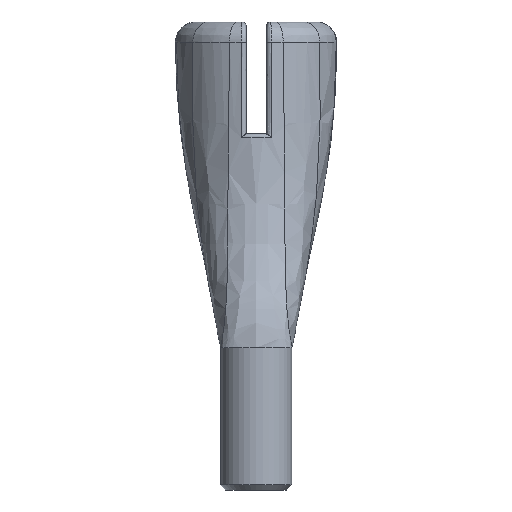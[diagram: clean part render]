
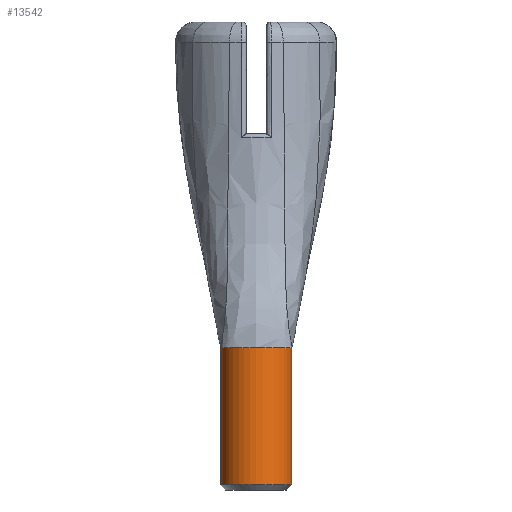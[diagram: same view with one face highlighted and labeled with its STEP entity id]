
A CAD part, front view. The second image highlights one B-rep face of the part: STEP entity #13542.
In plain terms, the highlighted cylindrical face has radius 3.5 mm (diameter 7 mm), a partial arc.
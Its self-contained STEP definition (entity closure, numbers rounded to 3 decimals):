
#1984 = ( BOUNDED_SURFACE() B_SPLINE_SURFACE(10,4,(
    (#1985,#1986,#1987,#1988,#1989)
    ,(#1990,#1991,#1992,#1993,#1994)
    ,(#1995,#1996,#1997,#1998,#1999)
    ,(#2000,#2001,#2002,#2003,#2004)
    ,(#2005,#2006,#2007,#2008,#2009)
    ,(#2010,#2011,#2012,#2013,#2014)
    ,(#2015,#2016,#2017,#2018,#2019)
    ,(#2020,#2021,#2022,#2023,#2024)
    ,(#2025,#2026,#2027,#2028,#2029)
    ,(#2030,#2031,#2032,#2033,#2034)
    ,(#2035,#2036,#2037,#2038,#2039
)),.UNSPECIFIED.,.F.,.F.,.F.) B_SPLINE_SURFACE_WITH_KNOTS((11,11),(5,5),
  (6.,7.),(0.,1.),.PIECEWISE_BEZIER_KNOTS.) 
GEOMETRIC_REPRESENTATION_ITEM() RATIONAL_B_SPLINE_SURFACE((
    (1.,1.,1.,1.,1.)
    ,(1.,1.,1.,1.,1.)
    ,(1.,1.,1.,1.,1.)
    ,(1.,1.,1.,1.,1.)
    ,(1.,1.,1.,1.,1.)
    ,(1.,1.,1.,1.,1.)
    ,(1.,1.,1.,1.,1.)
    ,(1.,1.,1.,1.,1.)
    ,(1.,1.,1.,1.,1.)
    ,(1.,1.,1.,1.,1.)
,(1.,1.,1.,1.,1.))) REPRESENTATION_ITEM('') SURFACE() );
#1985 = CARTESIAN_POINT('',(-3.5,-13.,12.));
#1986 = CARTESIAN_POINT('',(-2.235,-3.513,
    17.985));
#1987 = CARTESIAN_POINT('',(-3.244,-3.932,
    27.206));
#1988 = CARTESIAN_POINT('',(-2.529,-3.469,
    35.489));
#1989 = CARTESIAN_POINT('',(-2.643,-3.551,44.));
#1990 = CARTESIAN_POINT('',(-3.5,-14.1,12.));
#1991 = CARTESIAN_POINT('',(-1.383,-3.356,
    17.985));
#1992 = CARTESIAN_POINT('',(-2.822,-4.372,
    27.206));
#1993 = CARTESIAN_POINT('',(-2.009,-3.6,
    35.489));
#1994 = CARTESIAN_POINT('',(-2.134,-3.729,44.));
#1995 = CARTESIAN_POINT('',(-3.116,-15.199,12.));
#1996 = CARTESIAN_POINT('',(-0.735,-3.056,
    17.985));
#1997 = CARTESIAN_POINT('',(-2.278,-4.796,
    27.206));
#1998 = CARTESIAN_POINT('',(-1.494,-3.691,
    35.489));
#1999 = CARTESIAN_POINT('',(-1.613,-3.869,44.));
#2000 = CARTESIAN_POINT('',(-2.349,-16.148,12.));
#2001 = CARTESIAN_POINT('',(-0.316,-2.719,
    17.985));
#2002 = CARTESIAN_POINT('',(-1.609,-5.155,
    27.206));
#2003 = CARTESIAN_POINT('',(-0.988,-3.747,
    35.489));
#2004 = CARTESIAN_POINT('',(-1.081,-3.969,44.));
#2005 = CARTESIAN_POINT('',(-1.265,-16.795,12.));
#2006 = CARTESIAN_POINT('',(-0.098,-2.458,
    17.985));
#2007 = CARTESIAN_POINT('',(-0.835,-5.397,
    27.206));
#2008 = CARTESIAN_POINT('',(-0.491,-3.777,
    35.489));
#2009 = CARTESIAN_POINT('',(-0.542,-4.03,44.));
#2010 = CARTESIAN_POINT('',(0.,-17.026,12.));
#2011 = CARTESIAN_POINT('',(0.,-2.359,
    17.985));
#2012 = CARTESIAN_POINT('',(0.,-5.483,
    27.206));
#2013 = CARTESIAN_POINT('',(0.,-3.786,
    35.489));
#2014 = CARTESIAN_POINT('',(0.,-4.051,44.));
#2015 = CARTESIAN_POINT('',(1.265,-16.795,12.));
#2016 = CARTESIAN_POINT('',(0.098,-2.458,
    17.985));
#2017 = CARTESIAN_POINT('',(0.835,-5.397,
    27.206));
#2018 = CARTESIAN_POINT('',(0.491,-3.777,
    35.489));
#2019 = CARTESIAN_POINT('',(0.542,-4.03,44.));
#2020 = CARTESIAN_POINT('',(2.349,-16.148,12.));
#2021 = CARTESIAN_POINT('',(0.316,-2.719,
    17.985));
#2022 = CARTESIAN_POINT('',(1.609,-5.155,
    27.206));
#2023 = CARTESIAN_POINT('',(0.988,-3.747,
    35.489));
#2024 = CARTESIAN_POINT('',(1.081,-3.969,44.));
#2025 = CARTESIAN_POINT('',(3.116,-15.199,12.));
#2026 = CARTESIAN_POINT('',(0.735,-3.056,
    17.985));
#2027 = CARTESIAN_POINT('',(2.278,-4.796,
    27.206));
#2028 = CARTESIAN_POINT('',(1.494,-3.691,
    35.489));
#2029 = CARTESIAN_POINT('',(1.613,-3.869,44.));
#2030 = CARTESIAN_POINT('',(3.5,-14.1,12.));
#2031 = CARTESIAN_POINT('',(1.383,-3.356,
    17.985));
#2032 = CARTESIAN_POINT('',(2.822,-4.372,
    27.206));
#2033 = CARTESIAN_POINT('',(2.009,-3.6,
    35.489));
#2034 = CARTESIAN_POINT('',(2.134,-3.729,44.));
#2035 = CARTESIAN_POINT('',(3.5,-13.,12.));
#2036 = CARTESIAN_POINT('',(2.235,-3.513,
    17.985));
#2037 = CARTESIAN_POINT('',(3.244,-3.932,
    27.206));
#2038 = CARTESIAN_POINT('',(2.529,-3.469,
    35.489));
#2039 = CARTESIAN_POINT('',(2.643,-3.551,44.));
#5028 = VERTEX_POINT('',#5029);
#5029 = CARTESIAN_POINT('',(-3.5,-13.,12.));
#5108 = EDGE_CURVE('',#5028,#5109,#5111,.T.);
#5109 = VERTEX_POINT('',#5110);
#5110 = CARTESIAN_POINT('',(3.5,-13.,12.));
#5111 = SURFACE_CURVE('',#5112,(#5117,#5124),.PCURVE_S1.);
#5112 = CIRCLE('',#5113,3.5);
#5113 = AXIS2_PLACEMENT_3D('',#5114,#5115,#5116);
#5114 = CARTESIAN_POINT('',(0.,-13.,12.));
#5115 = DIRECTION('',(0.,0.,1.));
#5116 = DIRECTION('',(1.,0.,0.));
#5117 = PCURVE('',#1984,#5118);
#5118 = DEFINITIONAL_REPRESENTATION('',(#5119),#5123);
#5119 = B_SPLINE_CURVE_WITH_KNOTS('',2,(#5120,#5121,#5122),
  .UNSPECIFIED.,.F.,.F.,(3,3),(3.142,6.283),
  .PIECEWISE_BEZIER_KNOTS.);
#5120 = CARTESIAN_POINT('',(6.,0.));
#5121 = CARTESIAN_POINT('',(6.5,0.));
#5122 = CARTESIAN_POINT('',(7.,0.));
#5123 = ( GEOMETRIC_REPRESENTATION_CONTEXT(2) 
PARAMETRIC_REPRESENTATION_CONTEXT() REPRESENTATION_CONTEXT('2D SPACE',''
  ) );
#5124 = PCURVE('',#5125,#5130);
#5125 = CYLINDRICAL_SURFACE('',#5126,3.5);
#5126 = AXIS2_PLACEMENT_3D('',#5127,#5128,#5129);
#5127 = CARTESIAN_POINT('',(0.,-13.,-2.));
#5128 = DIRECTION('',(-0.,-0.,-1.));
#5129 = DIRECTION('',(1.,0.,0.));
#5130 = DEFINITIONAL_REPRESENTATION('',(#5131),#5135);
#5131 = LINE('',#5132,#5133);
#5132 = CARTESIAN_POINT('',(-0.,-14.));
#5133 = VECTOR('',#5134,1.);
#5134 = DIRECTION('',(-1.,0.));
#5135 = ( GEOMETRIC_REPRESENTATION_CONTEXT(2) 
PARAMETRIC_REPRESENTATION_CONTEXT() REPRESENTATION_CONTEXT('2D SPACE',''
  ) );
#6108 = PLANE('',#6109);
#6109 = AXIS2_PLACEMENT_3D('',#6110,#6111,#6112);
#6110 = CARTESIAN_POINT('',(3.5,7.,-2.));
#6111 = DIRECTION('',(1.,0.,0.));
#6112 = DIRECTION('',(0.,-1.,0.));
#13524 = PLANE('',#13525);
#13525 = AXIS2_PLACEMENT_3D('',#13526,#13527,#13528);
#13526 = CARTESIAN_POINT('',(-3.5,7.,-2.));
#13527 = DIRECTION('',(1.,0.,0.));
#13528 = DIRECTION('',(0.,-1.,0.));
#13542 = ADVANCED_FACE('',(#13543),#5125,.T.);
#13543 = FACE_BOUND('',#13544,.F.);
#13544 = EDGE_LOOP('',(#13545,#13568,#13569,#13592));
#13545 = ORIENTED_EDGE('',*,*,#13546,.T.);
#13546 = EDGE_CURVE('',#13547,#5028,#13549,.T.);
#13547 = VERTEX_POINT('',#13548);
#13548 = CARTESIAN_POINT('',(-3.5,-13.,-1.5));
#13549 = SURFACE_CURVE('',#13550,(#13554,#13561),.PCURVE_S1.);
#13550 = LINE('',#13551,#13552);
#13551 = CARTESIAN_POINT('',(-3.5,-13.,-2.));
#13552 = VECTOR('',#13553,1.);
#13553 = DIRECTION('',(0.,0.,1.));
#13554 = PCURVE('',#5125,#13555);
#13555 = DEFINITIONAL_REPRESENTATION('',(#13556),#13560);
#13556 = LINE('',#13557,#13558);
#13557 = CARTESIAN_POINT('',(-3.142,0.));
#13558 = VECTOR('',#13559,1.);
#13559 = DIRECTION('',(-0.,-1.));
#13560 = ( GEOMETRIC_REPRESENTATION_CONTEXT(2) 
PARAMETRIC_REPRESENTATION_CONTEXT() REPRESENTATION_CONTEXT('2D SPACE',''
  ) );
#13561 = PCURVE('',#13524,#13562);
#13562 = DEFINITIONAL_REPRESENTATION('',(#13563),#13567);
#13563 = LINE('',#13564,#13565);
#13564 = CARTESIAN_POINT('',(20.,0.));
#13565 = VECTOR('',#13566,1.);
#13566 = DIRECTION('',(0.,-1.));
#13567 = ( GEOMETRIC_REPRESENTATION_CONTEXT(2) 
PARAMETRIC_REPRESENTATION_CONTEXT() REPRESENTATION_CONTEXT('2D SPACE',''
  ) );
#13568 = ORIENTED_EDGE('',*,*,#5108,.T.);
#13569 = ORIENTED_EDGE('',*,*,#13570,.F.);
#13570 = EDGE_CURVE('',#13571,#5109,#13573,.T.);
#13571 = VERTEX_POINT('',#13572);
#13572 = CARTESIAN_POINT('',(3.5,-13.,-1.5));
#13573 = SURFACE_CURVE('',#13574,(#13578,#13585),.PCURVE_S1.);
#13574 = LINE('',#13575,#13576);
#13575 = CARTESIAN_POINT('',(3.5,-13.,-2.));
#13576 = VECTOR('',#13577,1.);
#13577 = DIRECTION('',(0.,0.,1.));
#13578 = PCURVE('',#5125,#13579);
#13579 = DEFINITIONAL_REPRESENTATION('',(#13580),#13584);
#13580 = LINE('',#13581,#13582);
#13581 = CARTESIAN_POINT('',(-6.283,0.));
#13582 = VECTOR('',#13583,1.);
#13583 = DIRECTION('',(-0.,-1.));
#13584 = ( GEOMETRIC_REPRESENTATION_CONTEXT(2) 
PARAMETRIC_REPRESENTATION_CONTEXT() REPRESENTATION_CONTEXT('2D SPACE',''
  ) );
#13585 = PCURVE('',#6108,#13586);
#13586 = DEFINITIONAL_REPRESENTATION('',(#13587),#13591);
#13587 = LINE('',#13588,#13589);
#13588 = CARTESIAN_POINT('',(20.,0.));
#13589 = VECTOR('',#13590,1.);
#13590 = DIRECTION('',(0.,-1.));
#13591 = ( GEOMETRIC_REPRESENTATION_CONTEXT(2) 
PARAMETRIC_REPRESENTATION_CONTEXT() REPRESENTATION_CONTEXT('2D SPACE',''
  ) );
#13592 = ORIENTED_EDGE('',*,*,#13593,.T.);
#13593 = EDGE_CURVE('',#13571,#13547,#13594,.T.);
#13594 = SURFACE_CURVE('',#13595,(#13600,#13607),.PCURVE_S1.);
#13595 = CIRCLE('',#13596,3.5);
#13596 = AXIS2_PLACEMENT_3D('',#13597,#13598,#13599);
#13597 = CARTESIAN_POINT('',(0.,-13.,-1.5));
#13598 = DIRECTION('',(0.,0.,-1.));
#13599 = DIRECTION('',(1.,0.,0.));
#13600 = PCURVE('',#5125,#13601);
#13601 = DEFINITIONAL_REPRESENTATION('',(#13602),#13606);
#13602 = LINE('',#13603,#13604);
#13603 = CARTESIAN_POINT('',(-6.283,-0.5));
#13604 = VECTOR('',#13605,1.);
#13605 = DIRECTION('',(1.,-0.));
#13606 = ( GEOMETRIC_REPRESENTATION_CONTEXT(2) 
PARAMETRIC_REPRESENTATION_CONTEXT() REPRESENTATION_CONTEXT('2D SPACE',''
  ) );
#13607 = PCURVE('',#13608,#13613);
#13608 = CONICAL_SURFACE('',#13609,3.5,0.785);
#13609 = AXIS2_PLACEMENT_3D('',#13610,#13611,#13612);
#13610 = CARTESIAN_POINT('',(0.,-13.,-1.5));
#13611 = DIRECTION('',(0.,0.,1.));
#13612 = DIRECTION('',(1.,0.,0.));
#13613 = DEFINITIONAL_REPRESENTATION('',(#13614),#13618);
#13614 = LINE('',#13615,#13616);
#13615 = CARTESIAN_POINT('',(-0.,-0.));
#13616 = VECTOR('',#13617,1.);
#13617 = DIRECTION('',(-1.,-0.));
#13618 = ( GEOMETRIC_REPRESENTATION_CONTEXT(2) 
PARAMETRIC_REPRESENTATION_CONTEXT() REPRESENTATION_CONTEXT('2D SPACE',''
  ) );
